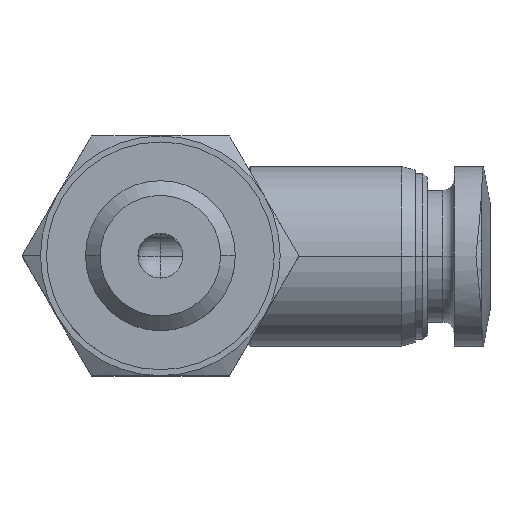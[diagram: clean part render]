
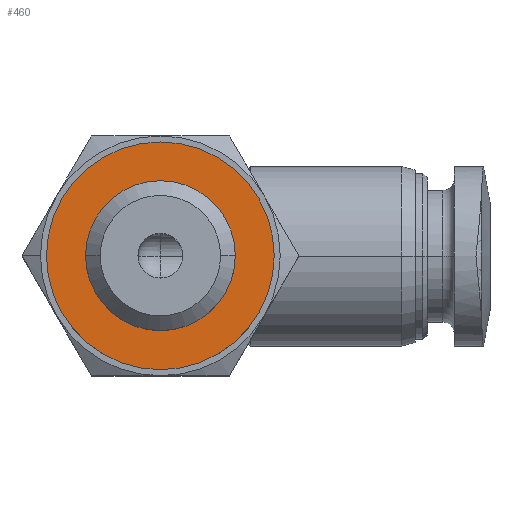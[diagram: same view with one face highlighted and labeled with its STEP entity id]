
A CAD part, top view. The second image highlights one B-rep face of the part: STEP entity #460.
In plain terms, the highlighted planar face has unit normal (0, 0, 1).
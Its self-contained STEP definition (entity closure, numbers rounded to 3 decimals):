
#250 = ORIENTED_EDGE ( 'NONE', *, *, #2031, .F. ) ;
#271 = AXIS2_PLACEMENT_3D ( 'NONE', #1425, #1412, #1610 ) ;
#314 = CARTESIAN_POINT ( 'NONE',  ( 0., 0., 10.5 ) ) ;
#341 = CIRCLE ( 'NONE', #495, 2.5 ) ;
#424 = CARTESIAN_POINT ( 'NONE',  ( -3.8, 0., 10.5 ) ) ;
#460 = ADVANCED_FACE ( 'PLANAR_3', ( #2347, #806 ), #1975, .T. ) ;
#485 = EDGE_CURVE ( 'NONE', #1430, #696, #747, .T. ) ;
#491 = CARTESIAN_POINT ( 'NONE',  ( -2.5, 0., 10.5 ) ) ;
#495 = AXIS2_PLACEMENT_3D ( 'NONE', #643, #1029, #1011 ) ;
#525 = AXIS2_PLACEMENT_3D ( 'NONE', #680, #1050, #2345 ) ;
#538 = VERTEX_POINT ( 'NONE', #1025 ) ;
#643 = CARTESIAN_POINT ( 'NONE',  ( 0., 0., 10.5 ) ) ;
#660 = CIRCLE ( 'NONE', #862, 3.8 ) ;
#680 = CARTESIAN_POINT ( 'NONE',  ( 0., 0., 10.5 ) ) ;
#685 = DIRECTION ( 'NONE',  ( 0., 0., 1. ) ) ;
#696 = VERTEX_POINT ( 'NONE', #1127 ) ;
#747 = CIRCLE ( 'NONE', #525, 3.8 ) ;
#806 = FACE_OUTER_BOUND ( 'NONE', #2144, .T. ) ;
#824 = ORIENTED_EDGE ( 'NONE', *, *, #1277, .F. ) ;
#862 = AXIS2_PLACEMENT_3D ( 'NONE', #1672, #1996, #2182 ) ;
#940 = ORIENTED_EDGE ( 'NONE', *, *, #1520, .F. ) ;
#998 = EDGE_LOOP ( 'NONE', ( #940, #250 ) ) ;
#1011 = DIRECTION ( 'NONE',  ( 1., 0., 0. ) ) ;
#1025 = CARTESIAN_POINT ( 'NONE',  ( 2.5, 0., 10.5 ) ) ;
#1029 = DIRECTION ( 'NONE',  ( 0., 0., 1. ) ) ;
#1050 = DIRECTION ( 'NONE',  ( 0., 0., -1. ) ) ;
#1116 = VERTEX_POINT ( 'NONE', #491 ) ;
#1127 = CARTESIAN_POINT ( 'NONE',  ( 3.8, 0., 10.5 ) ) ;
#1277 = EDGE_CURVE ( 'NONE', #696, #1430, #660, .T. ) ;
#1296 = CIRCLE ( 'NONE', #1712, 2.5 ) ;
#1412 = DIRECTION ( 'NONE',  ( 0., 0., 1. ) ) ;
#1425 = CARTESIAN_POINT ( 'NONE',  ( 0., 0., 10.5 ) ) ;
#1430 = VERTEX_POINT ( 'NONE', #424 ) ;
#1520 = EDGE_CURVE ( 'NONE', #1116, #538, #341, .T. ) ;
#1610 = DIRECTION ( 'NONE',  ( 1., 0., 0. ) ) ;
#1672 = CARTESIAN_POINT ( 'NONE',  ( 0., 0., 10.5 ) ) ;
#1712 = AXIS2_PLACEMENT_3D ( 'NONE', #314, #685, #1815 ) ;
#1815 = DIRECTION ( 'NONE',  ( 1., 0., 0. ) ) ;
#1975 = PLANE ( 'NONE',  #271 ) ;
#1996 = DIRECTION ( 'NONE',  ( 0., 0., -1. ) ) ;
#2031 = EDGE_CURVE ( 'NONE', #538, #1116, #1296, .T. ) ;
#2144 = EDGE_LOOP ( 'NONE', ( #2207, #824 ) ) ;
#2182 = DIRECTION ( 'NONE',  ( -1., 0., 0. ) ) ;
#2207 = ORIENTED_EDGE ( 'NONE', *, *, #485, .F. ) ;
#2345 = DIRECTION ( 'NONE',  ( -1., 0., 0. ) ) ;
#2347 = FACE_BOUND ( 'NONE', #998, .T. ) ;
